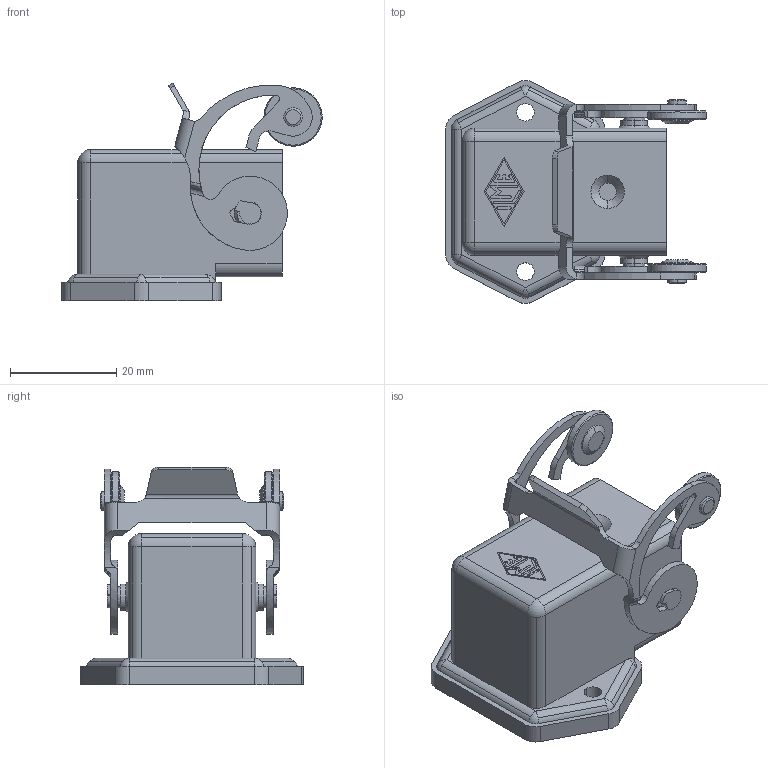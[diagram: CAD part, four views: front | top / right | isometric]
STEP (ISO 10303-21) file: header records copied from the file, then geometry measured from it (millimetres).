
FILE_DESCRIPTION((''),'2;1');
FILE_NAME('CKAX 03 IA.stp','2006-12-07T10:30:18',('gembarski'),(''),'Autodesk Inventor 7','Autodesk Inventor 7','');
FILE_SCHEMA(('AUTOMOTIVE_DESIGN { 1 0 10303 214 1 1 1 1 }'));
Length unit declared in the file: millimetre
Products named in the file (1): CKAX 03 IA
Bounding box: 49.07 x 42 x 41.02 mm (x, y, z)
Volume: 8531.1 mm3; surface area: 11762.6 mm2
Topology: 1 solids, 1 shells, 327 faces, 868 edges, 557 vertices
Faces by surface type: cylinder 145, plane 121, bspline 36, cone 17, sphere 8
Entity records: 10960 total; most frequent: CARTESIAN_POINT 2738, DIRECTION 1734, ORIENTED_EDGE 1724, EDGE_CURVE 862, AXIS2_PLACEMENT_3D 628, VERTEX_POINT 557, VECTOR 478, LINE 478
